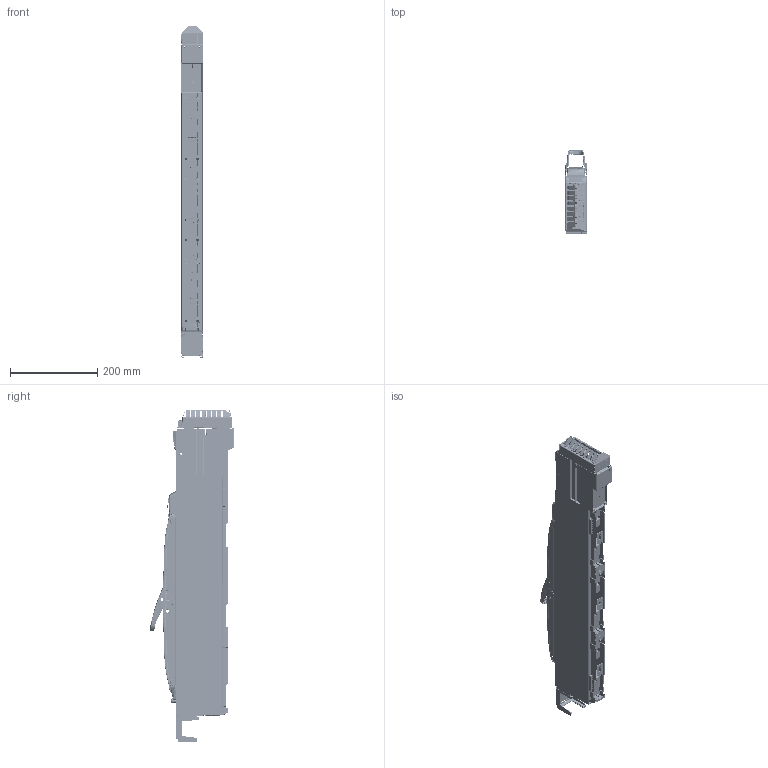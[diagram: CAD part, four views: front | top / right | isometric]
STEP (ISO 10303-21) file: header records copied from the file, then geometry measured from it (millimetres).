
FILE_DESCRIPTION((''),'2;1');
FILE_NAME('ZLBM00-3P-AL-LH-CS_SIMPLIFIED','2021-08-03T14:24:19',('FIKASAV3'),(''),'CREO PARAMETRIC BY PTC INC, 2020184','CREO PARAMETRIC BY PTC INC, 2020184','');
FILE_SCHEMA(('AUTOMOTIVE_DESIGN { 1 0 10303 214 1 1 1 1 }'));
Products named in the file (1): ZLBM00-3P-AL-LH-CS_SIMPLIFIED
Bounding box: 49.09 x 193.9 x 759.88 mm (x, y, z)
Volume: 2140499.3 mm3; surface area: 842811.1 mm2
Topology: 1 solids, 567 shells, 3513 faces, 27918 edges, 24395 vertices
Faces by surface type: plane 2115, cylinder 856, cone 182, bspline 180, torus 144, extrusion 26, sphere 8, revolution 2
Entity records: 460509 total; most frequent: CARTESIAN_POINT 256540, ORIENTED_EDGE 32986, EDGE_CURVE 27910, DIRECTION 26763, VERTEX_POINT 24396, VECTOR 16264, LINE 16238, B_SPLINE_CURVE_WITH_KNOTS 9774
